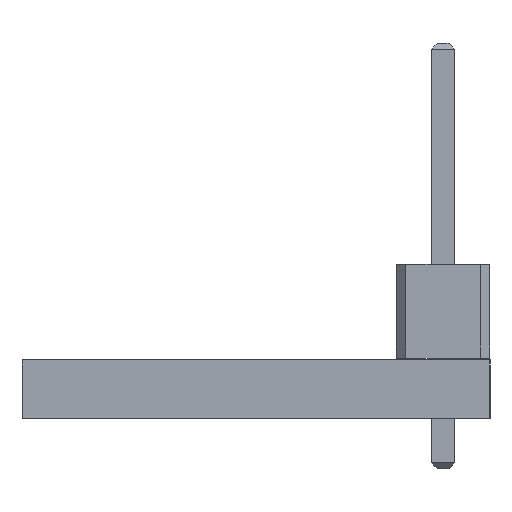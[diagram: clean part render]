
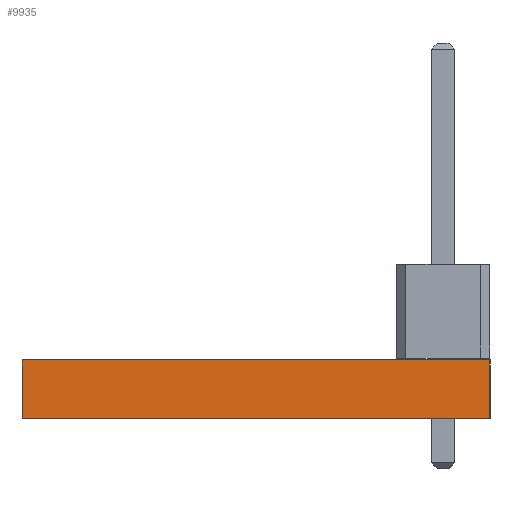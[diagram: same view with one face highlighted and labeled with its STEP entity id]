
A CAD part, left-side view. The second image highlights one B-rep face of the part: STEP entity #9935.
In plain terms, the highlighted planar face has unit normal (-1, 0, 0).
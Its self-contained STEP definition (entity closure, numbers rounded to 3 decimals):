
#9754 = PLANE('',#9755);
#9755 = AXIS2_PLACEMENT_3D('',#9756,#9757,#9758);
#9756 = CARTESIAN_POINT('',(19.05,-1.27,0.));
#9757 = DIRECTION('',(0.,-1.,0.));
#9758 = DIRECTION('',(-1.,0.,0.));
#9779 = VERTEX_POINT('',#9780);
#9780 = CARTESIAN_POINT('',(-6.35,-1.27,1.6));
#9794 = PLANE('',#9795);
#9795 = AXIS2_PLACEMENT_3D('',#9796,#9797,#9798);
#9796 = CARTESIAN_POINT('',(6.35,5.08,1.6));
#9797 = DIRECTION('',(-0.,-0.,-1.));
#9798 = DIRECTION('',(-1.,0.,0.));
#9806 = EDGE_CURVE('',#9807,#9779,#9809,.T.);
#9807 = VERTEX_POINT('',#9808);
#9808 = CARTESIAN_POINT('',(-6.35,-1.27,0.));
#9809 = SURFACE_CURVE('',#9810,(#9814,#9821),.PCURVE_S1.);
#9810 = LINE('',#9811,#9812);
#9811 = CARTESIAN_POINT('',(-6.35,-1.27,0.));
#9812 = VECTOR('',#9813,1.);
#9813 = DIRECTION('',(0.,0.,1.));
#9814 = PCURVE('',#9754,#9815);
#9815 = DEFINITIONAL_REPRESENTATION('',(#9816),#9820);
#9816 = LINE('',#9817,#9818);
#9817 = CARTESIAN_POINT('',(25.4,0.));
#9818 = VECTOR('',#9819,1.);
#9819 = DIRECTION('',(0.,-1.));
#9820 = ( GEOMETRIC_REPRESENTATION_CONTEXT(2) 
PARAMETRIC_REPRESENTATION_CONTEXT() REPRESENTATION_CONTEXT('2D SPACE',''
  ) );
#9821 = PCURVE('',#9822,#9827);
#9822 = PLANE('',#9823);
#9823 = AXIS2_PLACEMENT_3D('',#9824,#9825,#9826);
#9824 = CARTESIAN_POINT('',(-6.35,-1.27,0.));
#9825 = DIRECTION('',(-1.,0.,0.));
#9826 = DIRECTION('',(0.,1.,0.));
#9827 = DEFINITIONAL_REPRESENTATION('',(#9828),#9832);
#9828 = LINE('',#9829,#9830);
#9829 = CARTESIAN_POINT('',(0.,0.));
#9830 = VECTOR('',#9831,1.);
#9831 = DIRECTION('',(0.,-1.));
#9832 = ( GEOMETRIC_REPRESENTATION_CONTEXT(2) 
PARAMETRIC_REPRESENTATION_CONTEXT() REPRESENTATION_CONTEXT('2D SPACE',''
  ) );
#9848 = PLANE('',#9849);
#9849 = AXIS2_PLACEMENT_3D('',#9850,#9851,#9852);
#9850 = CARTESIAN_POINT('',(6.35,5.08,0.));
#9851 = DIRECTION('',(-0.,-0.,-1.));
#9852 = DIRECTION('',(-1.,0.,0.));
#9881 = PLANE('',#9882);
#9882 = AXIS2_PLACEMENT_3D('',#9883,#9884,#9885);
#9883 = CARTESIAN_POINT('',(-6.35,11.43,0.));
#9884 = DIRECTION('',(0.,1.,0.));
#9885 = DIRECTION('',(1.,0.,0.));
#9935 = ADVANCED_FACE('',(#9936),#9822,.T.);
#9936 = FACE_BOUND('',#9937,.T.);
#9937 = EDGE_LOOP('',(#9938,#9939,#9962,#9985));
#9938 = ORIENTED_EDGE('',*,*,#9806,.T.);
#9939 = ORIENTED_EDGE('',*,*,#9940,.T.);
#9940 = EDGE_CURVE('',#9779,#9941,#9943,.T.);
#9941 = VERTEX_POINT('',#9942);
#9942 = CARTESIAN_POINT('',(-6.35,11.43,1.6));
#9943 = SURFACE_CURVE('',#9944,(#9948,#9955),.PCURVE_S1.);
#9944 = LINE('',#9945,#9946);
#9945 = CARTESIAN_POINT('',(-6.35,-1.27,1.6));
#9946 = VECTOR('',#9947,1.);
#9947 = DIRECTION('',(0.,1.,0.));
#9948 = PCURVE('',#9822,#9949);
#9949 = DEFINITIONAL_REPRESENTATION('',(#9950),#9954);
#9950 = LINE('',#9951,#9952);
#9951 = CARTESIAN_POINT('',(0.,-1.6));
#9952 = VECTOR('',#9953,1.);
#9953 = DIRECTION('',(1.,0.));
#9954 = ( GEOMETRIC_REPRESENTATION_CONTEXT(2) 
PARAMETRIC_REPRESENTATION_CONTEXT() REPRESENTATION_CONTEXT('2D SPACE',''
  ) );
#9955 = PCURVE('',#9794,#9956);
#9956 = DEFINITIONAL_REPRESENTATION('',(#9957),#9961);
#9957 = LINE('',#9958,#9959);
#9958 = CARTESIAN_POINT('',(12.7,-6.35));
#9959 = VECTOR('',#9960,1.);
#9960 = DIRECTION('',(0.,1.));
#9961 = ( GEOMETRIC_REPRESENTATION_CONTEXT(2) 
PARAMETRIC_REPRESENTATION_CONTEXT() REPRESENTATION_CONTEXT('2D SPACE',''
  ) );
#9962 = ORIENTED_EDGE('',*,*,#9963,.F.);
#9963 = EDGE_CURVE('',#9964,#9941,#9966,.T.);
#9964 = VERTEX_POINT('',#9965);
#9965 = CARTESIAN_POINT('',(-6.35,11.43,0.));
#9966 = SURFACE_CURVE('',#9967,(#9971,#9978),.PCURVE_S1.);
#9967 = LINE('',#9968,#9969);
#9968 = CARTESIAN_POINT('',(-6.35,11.43,0.));
#9969 = VECTOR('',#9970,1.);
#9970 = DIRECTION('',(0.,0.,1.));
#9971 = PCURVE('',#9822,#9972);
#9972 = DEFINITIONAL_REPRESENTATION('',(#9973),#9977);
#9973 = LINE('',#9974,#9975);
#9974 = CARTESIAN_POINT('',(12.7,0.));
#9975 = VECTOR('',#9976,1.);
#9976 = DIRECTION('',(0.,-1.));
#9977 = ( GEOMETRIC_REPRESENTATION_CONTEXT(2) 
PARAMETRIC_REPRESENTATION_CONTEXT() REPRESENTATION_CONTEXT('2D SPACE',''
  ) );
#9978 = PCURVE('',#9881,#9979);
#9979 = DEFINITIONAL_REPRESENTATION('',(#9980),#9984);
#9980 = LINE('',#9981,#9982);
#9981 = CARTESIAN_POINT('',(0.,0.));
#9982 = VECTOR('',#9983,1.);
#9983 = DIRECTION('',(0.,-1.));
#9984 = ( GEOMETRIC_REPRESENTATION_CONTEXT(2) 
PARAMETRIC_REPRESENTATION_CONTEXT() REPRESENTATION_CONTEXT('2D SPACE',''
  ) );
#9985 = ORIENTED_EDGE('',*,*,#9986,.F.);
#9986 = EDGE_CURVE('',#9807,#9964,#9987,.T.);
#9987 = SURFACE_CURVE('',#9988,(#9992,#9999),.PCURVE_S1.);
#9988 = LINE('',#9989,#9990);
#9989 = CARTESIAN_POINT('',(-6.35,-1.27,0.));
#9990 = VECTOR('',#9991,1.);
#9991 = DIRECTION('',(0.,1.,0.));
#9992 = PCURVE('',#9822,#9993);
#9993 = DEFINITIONAL_REPRESENTATION('',(#9994),#9998);
#9994 = LINE('',#9995,#9996);
#9995 = CARTESIAN_POINT('',(0.,0.));
#9996 = VECTOR('',#9997,1.);
#9997 = DIRECTION('',(1.,0.));
#9998 = ( GEOMETRIC_REPRESENTATION_CONTEXT(2) 
PARAMETRIC_REPRESENTATION_CONTEXT() REPRESENTATION_CONTEXT('2D SPACE',''
  ) );
#9999 = PCURVE('',#9848,#10000);
#10000 = DEFINITIONAL_REPRESENTATION('',(#10001),#10005);
#10001 = LINE('',#10002,#10003);
#10002 = CARTESIAN_POINT('',(12.7,-6.35));
#10003 = VECTOR('',#10004,1.);
#10004 = DIRECTION('',(0.,1.));
#10005 = ( GEOMETRIC_REPRESENTATION_CONTEXT(2) 
PARAMETRIC_REPRESENTATION_CONTEXT() REPRESENTATION_CONTEXT('2D SPACE',''
  ) );
